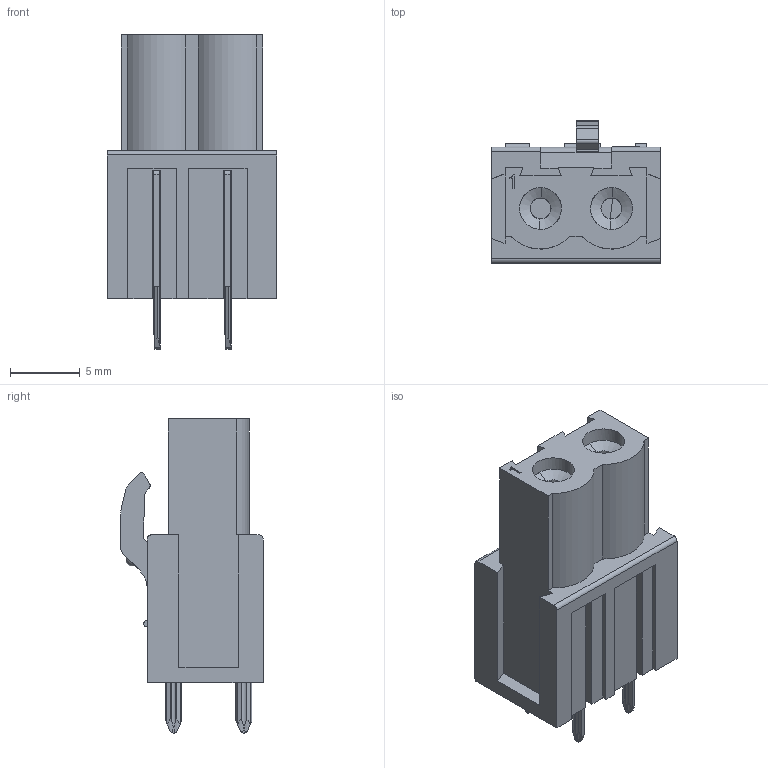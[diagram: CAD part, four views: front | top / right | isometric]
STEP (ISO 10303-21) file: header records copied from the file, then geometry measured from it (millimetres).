
FILE_DESCRIPTION(('FreeCAD Model'),'2;1');
FILE_NAME('Open CASCADE Shape Model','2023-08-22T09:34:45',( 'kicad StepUp'),('ksu MCAD'),'Open CASCADE STEP processor 7.6', 'FreeCAD','Unknown');
FILE_SCHEMA(('AUTOMOTIVE_DESIGN { 1 0 10303 214 1 1 1 1 }'));
Length unit declared in the file: millimetre
Products named in the file (1): Connector_TERM BLOCK HDR 2POS VERT 5.08MM_1785942
Bounding box: 12.16 x 10.2 x 22.5 mm (x, y, z)
Volume: 1310.5 mm3; surface area: 1797.3 mm2
Topology: 1 solids, 1 shells, 333 faces, 1044 edges, 714 vertices
Faces by surface type: plane 243, cylinder 76, cone 8, bspline 5, sphere 1
Full cylindrical faces by diameter (mm): 1.5 x4, 1.8 x2, 3 x2
Entity records: 13550 total; most frequent: CARTESIAN_POINT 4074, ORIENTED_EDGE 2090, DIRECTION 1906, EDGE_CURVE 1045, VERTEX_POINT 714, LINE 674, VECTOR 674, AXIS2_PLACEMENT_3D 616
